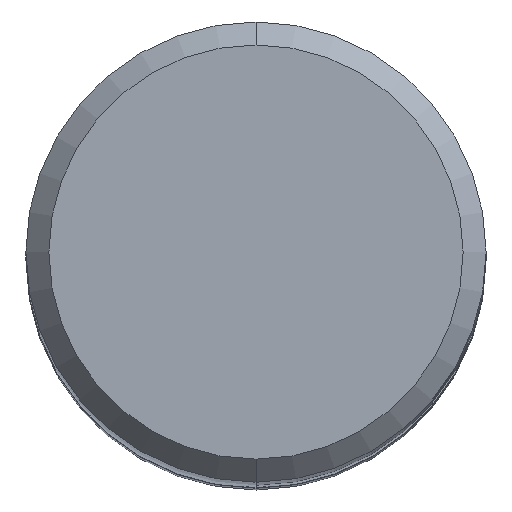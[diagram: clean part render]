
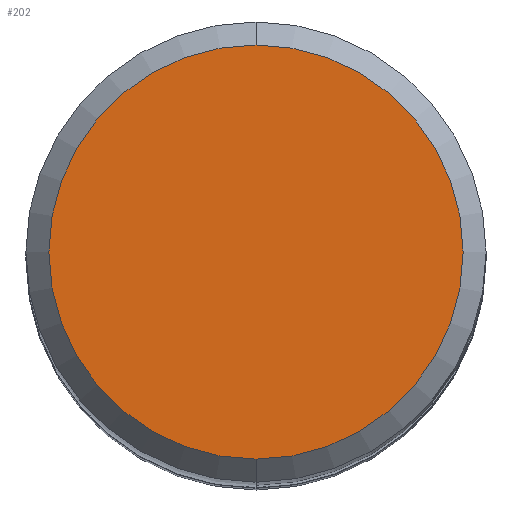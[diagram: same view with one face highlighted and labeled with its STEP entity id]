
A CAD part, top view. The second image highlights one B-rep face of the part: STEP entity #202.
In plain terms, the highlighted planar face has unit normal (0, 0, 1).
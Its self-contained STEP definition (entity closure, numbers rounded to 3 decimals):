
#130=EDGE_CURVE('',#226,#258,#305,.T.);
#192=EDGE_CURVE('',#258,#226,#375,.T.);
#202=ADVANCED_FACE('',(#387),#388,.T.);
#226=VERTEX_POINT('',#414);
#258=VERTEX_POINT('',#452);
#305=CIRCLE('',#496,5.4);
#375=CIRCLE('',#586,5.4);
#387=FACE_OUTER_BOUND('',#601,.T.);
#388=PLANE('',#602);
#414=CARTESIAN_POINT('',(0.0,5.4,0.0));
#452=CARTESIAN_POINT('',(0.,-5.4,0.0));
#496=AXIS2_PLACEMENT_3D('',#716,#717,#718);
#586=AXIS2_PLACEMENT_3D('',#798,#799,#800);
#601=EDGE_LOOP('',(#814,#815));
#602=AXIS2_PLACEMENT_3D('',#816,#817,#818);
#716=CARTESIAN_POINT('',(0.0,0.0,0.0));
#717=DIRECTION('',(0.0,0.0,-1.0));
#718=DIRECTION('',(0.0,1.0,0.0));
#798=CARTESIAN_POINT('',(0.0,0.0,0.0));
#799=DIRECTION('',(0.0,0.0,-1.0));
#800=DIRECTION('',(0.0,1.0,0.0));
#814=ORIENTED_EDGE('',*,*,#130,.F.);
#815=ORIENTED_EDGE('',*,*,#192,.F.);
#816=CARTESIAN_POINT('',(0.0,2.7,0.0));
#817=DIRECTION('',(-0.0,0.0,1.0));
#818=DIRECTION('',(0.0,-1.0,0.0));
